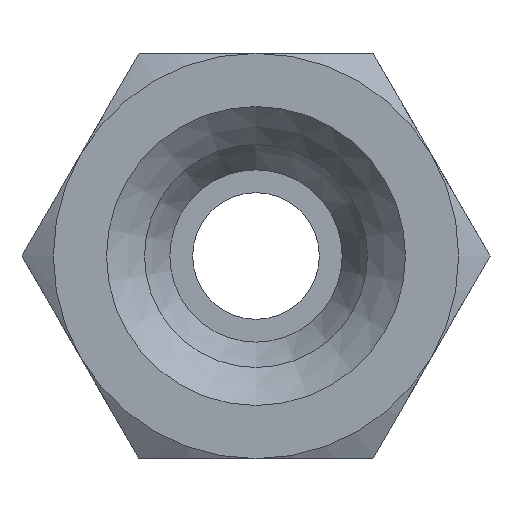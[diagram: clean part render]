
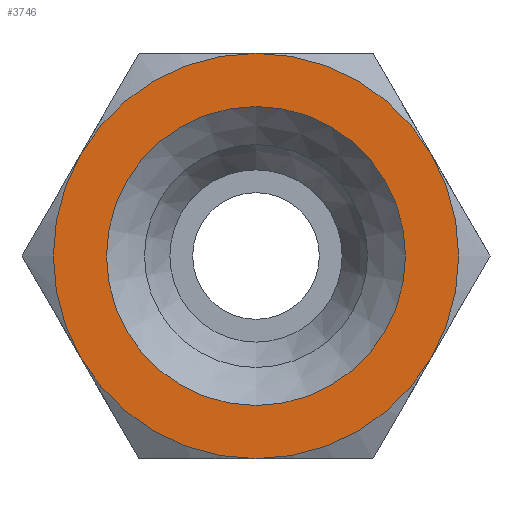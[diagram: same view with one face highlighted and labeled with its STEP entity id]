
A CAD part, front view. The second image highlights one B-rep face of the part: STEP entity #3746.
In plain terms, the highlighted planar face has unit normal (0, -1, 0).
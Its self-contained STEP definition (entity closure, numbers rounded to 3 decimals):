
#120 = ORIENTED_EDGE ( 'NONE', *, *, #1130, .T. ) ;
#126 = CARTESIAN_POINT ( 'NONE',  ( -3.464, 0., -2. ) ) ;
#162 = AXIS2_PLACEMENT_3D ( 'NONE', #3266, #1091, #2962 ) ;
#202 = DIRECTION ( 'NONE',  ( 0., -1., 0. ) ) ;
#206 = DIRECTION ( 'NONE',  ( 0., 0., -1. ) ) ;
#214 = AXIS2_PLACEMENT_3D ( 'NONE', #1825, #994, #1214 ) ;
#219 = CARTESIAN_POINT ( 'NONE',  ( 0., 0., 0. ) ) ;
#304 = FACE_BOUND ( 'NONE', #1885, .T. ) ;
#527 = AXIS2_PLACEMENT_3D ( 'NONE', #3697, #3698, #3709 ) ;
#538 = EDGE_CURVE ( 'NONE', #1586, #1938, #2491, .T. ) ;
#565 = DIRECTION ( 'NONE',  ( 0., -1., 0. ) ) ;
#591 = CIRCLE ( 'NONE', #527, 4. ) ;
#631 = CARTESIAN_POINT ( 'NONE',  ( -3.464, 0., 2. ) ) ;
#646 = CIRCLE ( 'NONE', #2387, 4. ) ;
#677 = CARTESIAN_POINT ( 'NONE',  ( 0., 0., -4. ) ) ;
#749 = VERTEX_POINT ( 'NONE', #3172 ) ;
#784 = VERTEX_POINT ( 'NONE', #677 ) ;
#836 = EDGE_CURVE ( 'NONE', #749, #749, #3120, .T. ) ;
#903 = VERTEX_POINT ( 'NONE', #126 ) ;
#960 = AXIS2_PLACEMENT_3D ( 'NONE', #1173, #3351, #1486 ) ;
#972 = DIRECTION ( 'NONE',  ( 0., -1., 0. ) ) ;
#994 = DIRECTION ( 'NONE',  ( 0., -1., 0. ) ) ;
#1091 = DIRECTION ( 'NONE',  ( 0., -1., 0. ) ) ;
#1130 = EDGE_CURVE ( 'NONE', #784, #1586, #646, .T. ) ;
#1169 = CARTESIAN_POINT ( 'NONE',  ( 0., 0., 0. ) ) ;
#1173 = CARTESIAN_POINT ( 'NONE',  ( 0., 0., 0. ) ) ;
#1187 = EDGE_LOOP ( 'NONE', ( #120, #3780, #2460, #2543, #2089, #3250 ) ) ;
#1196 = VERTEX_POINT ( 'NONE', #3628 ) ;
#1214 = DIRECTION ( 'NONE',  ( 0., 0., -1. ) ) ;
#1239 = EDGE_CURVE ( 'NONE', #1938, #1196, #591, .T. ) ;
#1367 = ORIENTED_EDGE ( 'NONE', *, *, #836, .F. ) ;
#1481 = DIRECTION ( 'NONE',  ( 0., 0., -1. ) ) ;
#1486 = DIRECTION ( 'NONE',  ( 0., 0., -1. ) ) ;
#1586 = VERTEX_POINT ( 'NONE', #3255 ) ;
#1825 = CARTESIAN_POINT ( 'NONE',  ( 0., 0., 0. ) ) ;
#1885 = EDGE_LOOP ( 'NONE', ( #1367 ) ) ;
#1938 = VERTEX_POINT ( 'NONE', #2430 ) ;
#2089 = ORIENTED_EDGE ( 'NONE', *, *, #2674, .T. ) ;
#2373 = CARTESIAN_POINT ( 'NONE',  ( 0., 0., 0. ) ) ;
#2387 = AXIS2_PLACEMENT_3D ( 'NONE', #219, #202, #206 ) ;
#2430 = CARTESIAN_POINT ( 'NONE',  ( 3.464, 0., 2. ) ) ;
#2436 = CIRCLE ( 'NONE', #960, 4. ) ;
#2460 = ORIENTED_EDGE ( 'NONE', *, *, #1239, .T. ) ;
#2491 = CIRCLE ( 'NONE', #162, 4. ) ;
#2543 = ORIENTED_EDGE ( 'NONE', *, *, #2831, .T. ) ;
#2566 = CIRCLE ( 'NONE', #2877, 4. ) ;
#2657 = FACE_OUTER_BOUND ( 'NONE', #1187, .T. ) ;
#2674 = EDGE_CURVE ( 'NONE', #3914, #903, #2795, .T. ) ;
#2706 = DIRECTION ( 'NONE',  ( 0., 0., -1. ) ) ;
#2795 = CIRCLE ( 'NONE', #3844, 4. ) ;
#2831 = EDGE_CURVE ( 'NONE', #1196, #3914, #2566, .T. ) ;
#2834 = CARTESIAN_POINT ( 'NONE',  ( 0., 0., 0. ) ) ;
#2877 = AXIS2_PLACEMENT_3D ( 'NONE', #2834, #972, #3138 ) ;
#2962 = DIRECTION ( 'NONE',  ( 0., 0., -1. ) ) ;
#2998 = AXIS2_PLACEMENT_3D ( 'NONE', #1169, #3345, #1481 ) ;
#3120 = CIRCLE ( 'NONE', #214, 2.95 ) ;
#3138 = DIRECTION ( 'NONE',  ( 0., 0., -1. ) ) ;
#3172 = CARTESIAN_POINT ( 'NONE',  ( 0., 0., -2.95 ) ) ;
#3189 = EDGE_CURVE ( 'NONE', #903, #784, #2436, .T. ) ;
#3250 = ORIENTED_EDGE ( 'NONE', *, *, #3189, .T. ) ;
#3255 = CARTESIAN_POINT ( 'NONE',  ( 3.464, 0., -2. ) ) ;
#3266 = CARTESIAN_POINT ( 'NONE',  ( 0., 0., 0. ) ) ;
#3326 = PLANE ( 'NONE',  #2998 ) ;
#3345 = DIRECTION ( 'NONE',  ( 0., -1., 0. ) ) ;
#3351 = DIRECTION ( 'NONE',  ( 0., -1., 0. ) ) ;
#3628 = CARTESIAN_POINT ( 'NONE',  ( 0., 0., 4. ) ) ;
#3697 = CARTESIAN_POINT ( 'NONE',  ( 0., 0., 0. ) ) ;
#3698 = DIRECTION ( 'NONE',  ( 0., -1., 0. ) ) ;
#3709 = DIRECTION ( 'NONE',  ( 0., 0., -1. ) ) ;
#3746 = ADVANCED_FACE ( 'NONE', ( #2657, #304 ), #3326, .T. ) ;
#3780 = ORIENTED_EDGE ( 'NONE', *, *, #538, .T. ) ;
#3844 = AXIS2_PLACEMENT_3D ( 'NONE', #2373, #565, #2706 ) ;
#3914 = VERTEX_POINT ( 'NONE', #631 ) ;
